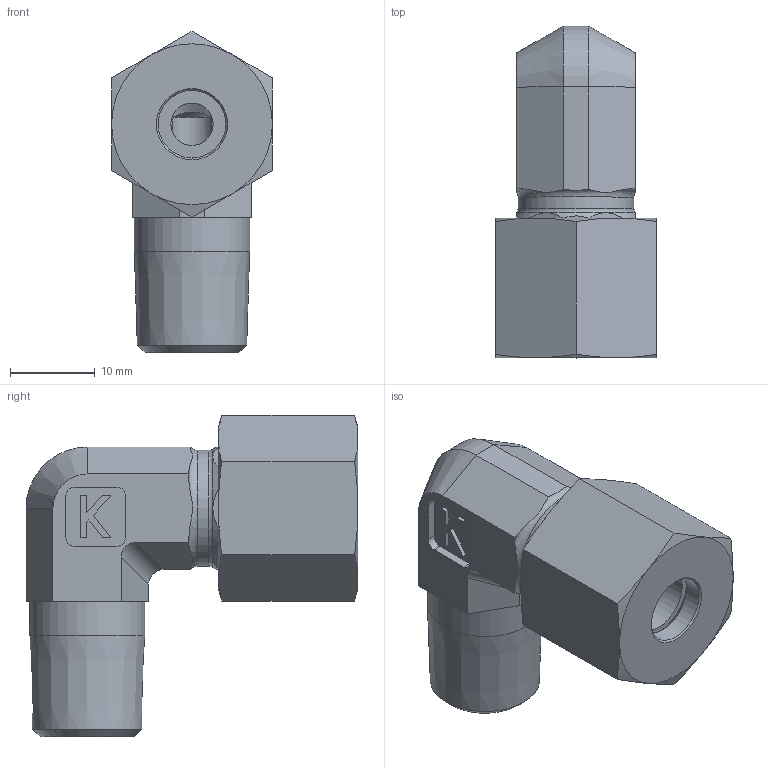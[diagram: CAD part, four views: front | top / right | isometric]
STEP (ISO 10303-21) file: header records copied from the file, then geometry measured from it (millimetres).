
FILE_DESCRIPTION((''),'2;1');
FILE_NAME('24003082816.stp','2014-08-26T10:54:17',(''),('KNOMI spol. s r. o.'),'Autodesk Inventor 2012','Autodesk Inventor 2012','');
FILE_SCHEMA(('AUTOMOTIVE_DESIGN { 1 2 10303 214 0 1 1 1 }'));
Length unit declared in the file: millimetre
Products named in the file (4): LHCR3K 8LRkuž R1/4/M16x1; 23003 082816; 3980816; 40108
Assembly tree (3 placements, depth 2):
  LHCR3K 8LRkuž R1/4/M16x1
    23003 082816
    3980816
    40108
Bounding box: 19 x 39.22 x 37.97 mm (x, y, z)
Volume: 10102.9 mm3; surface area: 6256.3 mm2
Topology: 3 solids, 3 shells, 121 faces, 288 edges, 186 vertices
Faces by surface type: plane 62, cone 33, cylinder 23, torus 3
Full cylindrical faces by diameter (mm): 5 x2, 8 x3, 10 x1, 12 x1, 13.626 x1, 13.7 x1, 14.376 x1, 16 x1
Entity records: 3557 total; most frequent: CARTESIAN_POINT 725, DIRECTION 546, ORIENTED_EDGE 488, EDGE_CURVE 244, AXIS2_PLACEMENT_3D 213, VERTEX_POINT 164, EDGE_LOOP 162, STYLED_ITEM 130
